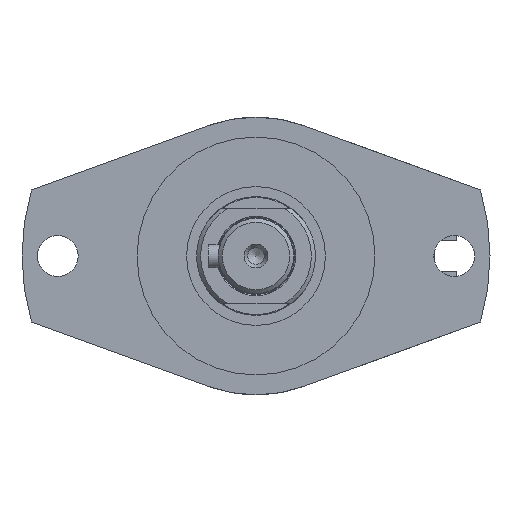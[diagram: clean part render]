
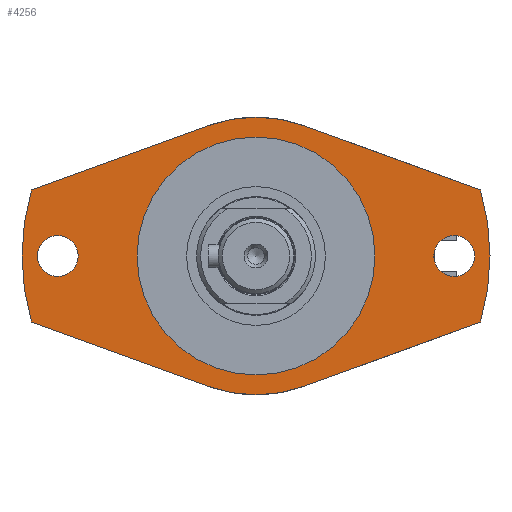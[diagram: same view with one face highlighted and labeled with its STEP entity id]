
A CAD part, left-side view. The second image highlights one B-rep face of the part: STEP entity #4256.
In plain terms, the highlighted planar face has unit normal (-1, 0, 0).
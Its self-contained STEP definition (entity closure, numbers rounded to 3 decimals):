
#437=LINE('',#6374,#785);
#438=LINE('',#6377,#786);
#439=LINE('',#6379,#787);
#440=LINE('',#6382,#788);
#785=VECTOR('',#5163,10.);
#786=VECTOR('',#5166,10.);
#787=VECTOR('',#5167,10.);
#788=VECTOR('',#5170,10.);
#1096=FACE_BOUND('',#1410,.T.);
#1097=FACE_BOUND('',#1411,.T.);
#1098=FACE_BOUND('',#1412,.T.);
#1166=FACE_OUTER_BOUND('',#1409,.T.);
#1409=EDGE_LOOP('',(#3036,#3037,#3038,#3039,#3040,#3041,#3042,#3043));
#1410=EDGE_LOOP('',(#3044));
#1411=EDGE_LOOP('',(#3045));
#1412=EDGE_LOOP('',(#3046,#3047));
#1686=CIRCLE('',#4564,59.);
#1687=CIRCLE('',#4566,30.);
#1688=CIRCLE('',#4567,30.);
#1692=CIRCLE('',#4573,59.);
#1693=CIRCLE('',#4575,35.);
#1694=CIRCLE('',#4576,35.);
#1695=CIRCLE('',#4577,5.15);
#1696=CIRCLE('',#4578,5.15);
#1908=VERTEX_POINT('',#6347);
#1909=VERTEX_POINT('',#6349);
#1910=VERTEX_POINT('',#6353);
#1911=VERTEX_POINT('',#6354);
#1914=VERTEX_POINT('',#6364);
#1917=VERTEX_POINT('',#6369);
#1918=VERTEX_POINT('',#6373);
#1919=VERTEX_POINT('',#6375);
#1920=VERTEX_POINT('',#6378);
#1921=VERTEX_POINT('',#6380);
#1922=VERTEX_POINT('',#6383);
#1923=VERTEX_POINT('',#6385);
#2344=EDGE_CURVE('',#1908,#1909,#1686,.T.);
#2346=EDGE_CURVE('',#1910,#1911,#1687,.T.);
#2347=EDGE_CURVE('',#1911,#1910,#1688,.T.);
#2354=EDGE_CURVE('',#1917,#1914,#1692,.T.);
#2355=EDGE_CURVE('',#1908,#1918,#437,.T.);
#2356=EDGE_CURVE('',#1918,#1919,#1693,.T.);
#2357=EDGE_CURVE('',#1919,#1914,#438,.T.);
#2358=EDGE_CURVE('',#1917,#1920,#439,.T.);
#2359=EDGE_CURVE('',#1920,#1921,#1694,.T.);
#2360=EDGE_CURVE('',#1921,#1909,#440,.T.);
#2361=EDGE_CURVE('',#1922,#1922,#1695,.T.);
#2362=EDGE_CURVE('',#1923,#1923,#1696,.T.);
#3036=ORIENTED_EDGE('',*,*,#2355,.T.);
#3037=ORIENTED_EDGE('',*,*,#2356,.T.);
#3038=ORIENTED_EDGE('',*,*,#2357,.T.);
#3039=ORIENTED_EDGE('',*,*,#2354,.F.);
#3040=ORIENTED_EDGE('',*,*,#2358,.T.);
#3041=ORIENTED_EDGE('',*,*,#2359,.T.);
#3042=ORIENTED_EDGE('',*,*,#2360,.T.);
#3043=ORIENTED_EDGE('',*,*,#2344,.F.);
#3044=ORIENTED_EDGE('',*,*,#2361,.T.);
#3045=ORIENTED_EDGE('',*,*,#2362,.T.);
#3046=ORIENTED_EDGE('',*,*,#2346,.T.);
#3047=ORIENTED_EDGE('',*,*,#2347,.T.);
#4096=PLANE('',#4574);
#4256=ADVANCED_FACE('',(#1166,#1096,#1097,#1098),#4096,.T.);
#4564=AXIS2_PLACEMENT_3D('',#6350,#5137,#5138);
#4566=AXIS2_PLACEMENT_3D('',#6355,#5142,#5143);
#4567=AXIS2_PLACEMENT_3D('',#6356,#5144,#5145);
#4573=AXIS2_PLACEMENT_3D('',#6371,#5159,#5160);
#4574=AXIS2_PLACEMENT_3D('',#6372,#5161,#5162);
#4575=AXIS2_PLACEMENT_3D('',#6376,#5164,#5165);
#4576=AXIS2_PLACEMENT_3D('',#6381,#5168,#5169);
#4577=AXIS2_PLACEMENT_3D('',#6384,#5171,#5172);
#4578=AXIS2_PLACEMENT_3D('',#6386,#5173,#5174);
#5137=DIRECTION('center_axis',(1.,0.,0.));
#5138=DIRECTION('ref_axis',(0.,1.,0.));
#5142=DIRECTION('center_axis',(1.,0.,0.));
#5143=DIRECTION('ref_axis',(0.,1.,0.));
#5144=DIRECTION('center_axis',(1.,0.,0.));
#5145=DIRECTION('ref_axis',(0.,1.,0.));
#5159=DIRECTION('center_axis',(1.,0.,0.));
#5160=DIRECTION('ref_axis',(0.,1.,0.));
#5161=DIRECTION('center_axis',(-1.,0.,0.));
#5162=DIRECTION('ref_axis',(0.,0.,
1.));
#5163=DIRECTION('',(0.,-0.94,-0.342));
#5164=DIRECTION('center_axis',(-1.,0.,0.));
#5165=DIRECTION('ref_axis',(0.,-0.342,0.94));
#5166=DIRECTION('',(0.,-0.94,0.342));
#5167=DIRECTION('',(0.,0.94,0.342));
#5168=DIRECTION('center_axis',(-1.,0.,0.));
#5169=DIRECTION('ref_axis',(0.,0.342,-0.94));
#5170=DIRECTION('',(0.,0.94,-0.342));
#5171=DIRECTION('center_axis',(1.,0.,0.));
#5172=DIRECTION('ref_axis',(0.,0.,
-1.));
#5173=DIRECTION('center_axis',(1.,0.,0.));
#5174=DIRECTION('ref_axis',(0.,0.,
-1.));
#6347=CARTESIAN_POINT('',(-165.5,56.604,-16.644));
#6349=CARTESIAN_POINT('',(-165.5,56.604,16.644));
#6350=CARTESIAN_POINT('Origin',(-165.5,0.,0.));
#6353=CARTESIAN_POINT('',(-165.5,30.,0.));
#6354=CARTESIAN_POINT('',(-165.5,-30.,0.));
#6355=CARTESIAN_POINT('Origin',(-165.5,0.,0.));
#6356=CARTESIAN_POINT('Origin',(-165.5,0.,0.));
#6364=CARTESIAN_POINT('',(-165.5,-56.604,-16.644));
#6369=CARTESIAN_POINT('',(-165.5,-56.604,16.644));
#6371=CARTESIAN_POINT('Origin',(-165.5,0.,0.));
#6372=CARTESIAN_POINT('Origin',(-165.5,44.5,0.));
#6373=CARTESIAN_POINT('',(-165.5,11.971,-32.889));
#6374=CARTESIAN_POINT('',(-165.5,76.799,-9.294));
#6375=CARTESIAN_POINT('',(-165.5,-11.971,-32.889));
#6376=CARTESIAN_POINT('Origin',(-165.5,0.,0.));
#6377=CARTESIAN_POINT('',(-165.5,7.677,-40.04));
#6378=CARTESIAN_POINT('',(-165.5,-11.971,32.889));
#6379=CARTESIAN_POINT('',(-165.5,-37.505,23.596));
#6380=CARTESIAN_POINT('',(-165.5,11.971,32.889));
#6381=CARTESIAN_POINT('Origin',(-165.5,0.,0.));
#6382=CARTESIAN_POINT('',(-165.5,31.618,25.738));
#6383=CARTESIAN_POINT('',(-165.5,-50.,5.15));
#6384=CARTESIAN_POINT('Origin',(-165.5,-50.,0.));
#6385=CARTESIAN_POINT('',(-165.5,50.,5.15));
#6386=CARTESIAN_POINT('Origin',(-165.5,50.,0.));
